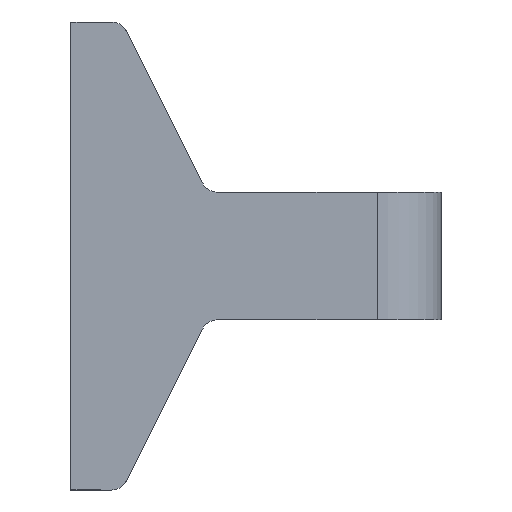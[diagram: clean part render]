
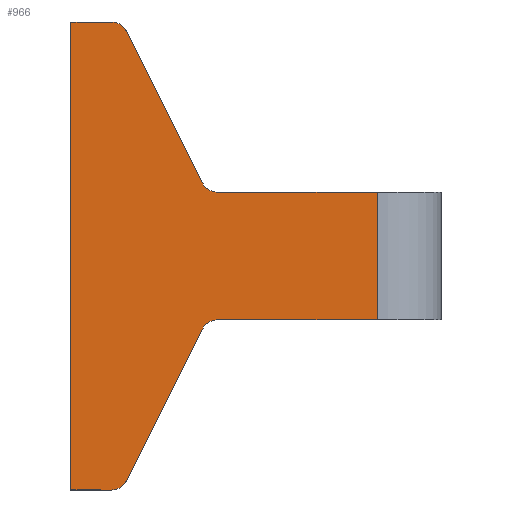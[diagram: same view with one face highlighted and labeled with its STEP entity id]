
A CAD part, front view. The second image highlights one B-rep face of the part: STEP entity #966.
In plain terms, the highlighted planar face has unit normal (0, -1, 0).
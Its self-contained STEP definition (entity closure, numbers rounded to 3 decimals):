
#5 = CIRCLE ( 'NONE', #366, 2. ) ;
#17 = ORIENTED_EDGE ( 'NONE', *, *, #145, .T. ) ;
#51 = DIRECTION ( 'NONE',  ( 0., 0., 1. ) ) ;
#65 = VERTEX_POINT ( 'NONE', #815 ) ;
#78 = CARTESIAN_POINT ( 'NONE',  ( -36., -7.5, 27.5 ) ) ;
#86 = ORIENTED_EDGE ( 'NONE', *, *, #121, .T. ) ;
#88 = ORIENTED_EDGE ( 'NONE', *, *, #586, .T. ) ;
#99 = DIRECTION ( 'NONE',  ( -1., 0., 0. ) ) ;
#107 = DIRECTION ( 'NONE',  ( -1., 0., 0. ) ) ;
#114 = EDGE_LOOP ( 'NONE', ( #1083, #17, #637, #742, #88, #831, #856, #710, #86, #469, #1022, #420 ) ) ;
#119 = AXIS2_PLACEMENT_3D ( 'NONE', #237, #601, #470 ) ;
#121 = EDGE_CURVE ( 'NONE', #811, #349, #1095, .T. ) ;
#137 = LINE ( 'NONE', #78, #636 ) ;
#142 = EDGE_CURVE ( 'NONE', #375, #679, #970, .T. ) ;
#145 = EDGE_CURVE ( 'NONE', #739, #65, #379, .T. ) ;
#152 = EDGE_CURVE ( 'NONE', #1124, #375, #137, .T. ) ;
#155 = EDGE_CURVE ( 'NONE', #317, #65, #270, .T. ) ;
#168 = LINE ( 'NONE', #836, #208 ) ;
#172 = FACE_OUTER_BOUND ( 'NONE', #114, .T. ) ;
#173 = DIRECTION ( 'NONE',  ( 0., -1., 0. ) ) ;
#187 = CARTESIAN_POINT ( 'NONE',  ( -31.236, -7.5, 25.5 ) ) ;
#208 = VECTOR ( 'NONE', #531, 1000. ) ;
#212 = DIRECTION ( 'NONE',  ( 1., 0., 0. ) ) ;
#217 = CARTESIAN_POINT ( 'NONE',  ( 0., -7.5, -7.5 ) ) ;
#220 = AXIS2_PLACEMENT_3D ( 'NONE', #649, #1127, #99 ) ;
#221 = CARTESIAN_POINT ( 'NONE',  ( -20.553, -7.5, -8.606 ) ) ;
#237 = CARTESIAN_POINT ( 'NONE',  ( -30., -7.5, 7.5 ) ) ;
#270 = LINE ( 'NONE', #822, #399 ) ;
#275 = DIRECTION ( 'NONE',  ( 0., 1., 0. ) ) ;
#314 = EDGE_CURVE ( 'NONE', #317, #864, #5, .T. ) ;
#316 = CARTESIAN_POINT ( 'NONE',  ( -36., -7.5, 27.5 ) ) ;
#317 = VERTEX_POINT ( 'NONE', #221 ) ;
#349 = VERTEX_POINT ( 'NONE', #770 ) ;
#352 = DIRECTION ( 'NONE',  ( 1., 0., 0. ) ) ;
#366 = AXIS2_PLACEMENT_3D ( 'NONE', #1104, #275, #464 ) ;
#369 = CIRCLE ( 'NONE', #610, 2. ) ;
#375 = VERTEX_POINT ( 'NONE', #316 ) ;
#379 = CIRCLE ( 'NONE', #1156, 2. ) ;
#399 = VECTOR ( 'NONE', #869, 1000. ) ;
#417 = VECTOR ( 'NONE', #1074, 1000. ) ;
#420 = ORIENTED_EDGE ( 'NONE', *, *, #152, .F. ) ;
#433 = DIRECTION ( 'NONE',  ( -1., 0., 0. ) ) ;
#443 = CARTESIAN_POINT ( 'NONE',  ( 0., -7.5, 7.5 ) ) ;
#464 = DIRECTION ( 'NONE',  ( -1., 0., 0. ) ) ;
#469 = ORIENTED_EDGE ( 'NONE', *, *, #1179, .T. ) ;
#470 = DIRECTION ( 'NONE',  ( -1., 0., 0. ) ) ;
#485 = EDGE_CURVE ( 'NONE', #627, #555, #643, .T. ) ;
#502 = LINE ( 'NONE', #948, #890 ) ;
#531 = DIRECTION ( 'NONE',  ( 0., 0., -1. ) ) ;
#545 = LINE ( 'NONE', #1082, #417 ) ;
#555 = VERTEX_POINT ( 'NONE', #443 ) ;
#586 = EDGE_CURVE ( 'NONE', #864, #802, #545, .T. ) ;
#601 = DIRECTION ( 'NONE',  ( 0., 1., 0. ) ) ;
#610 = AXIS2_PLACEMENT_3D ( 'NONE', #187, #1146, #107 ) ;
#627 = VERTEX_POINT ( 'NONE', #829 ) ;
#636 = VECTOR ( 'NONE', #51, 1000. ) ;
#637 = ORIENTED_EDGE ( 'NONE', *, *, #155, .F. ) ;
#643 = LINE ( 'NONE', #1038, #943 ) ;
#649 = CARTESIAN_POINT ( 'NONE',  ( -18.764, -7.5, 9.5 ) ) ;
#667 = EDGE_CURVE ( 'NONE', #555, #802, #168, .T. ) ;
#679 = VERTEX_POINT ( 'NONE', #926 ) ;
#710 = ORIENTED_EDGE ( 'NONE', *, *, #1134, .T. ) ;
#733 = CIRCLE ( 'NONE', #220, 2. ) ;
#739 = VERTEX_POINT ( 'NONE', #1024 ) ;
#742 = ORIENTED_EDGE ( 'NONE', *, *, #314, .T. ) ;
#759 = CARTESIAN_POINT ( 'NONE',  ( -36., -7.5, -27.5 ) ) ;
#770 = CARTESIAN_POINT ( 'NONE',  ( -29.447, -7.5, 26.394 ) ) ;
#802 = VERTEX_POINT ( 'NONE', #217 ) ;
#805 = CARTESIAN_POINT ( 'NONE',  ( -18.764, -7.5, -7.5 ) ) ;
#811 = VERTEX_POINT ( 'NONE', #954 ) ;
#815 = CARTESIAN_POINT ( 'NONE',  ( -29.447, -7.5, -26.394 ) ) ;
#821 = PLANE ( 'NONE',  #119 ) ;
#822 = CARTESIAN_POINT ( 'NONE',  ( -20., -7.5, -7.5 ) ) ;
#829 = CARTESIAN_POINT ( 'NONE',  ( -18.764, -7.5, 7.5 ) ) ;
#831 = ORIENTED_EDGE ( 'NONE', *, *, #667, .F. ) ;
#836 = CARTESIAN_POINT ( 'NONE',  ( 0., -7.5, 7.5 ) ) ;
#856 = ORIENTED_EDGE ( 'NONE', *, *, #485, .F. ) ;
#864 = VERTEX_POINT ( 'NONE', #805 ) ;
#865 = VECTOR ( 'NONE', #987, 1000. ) ;
#869 = DIRECTION ( 'NONE',  ( -0.447, 0., -0.894 ) ) ;
#875 = CARTESIAN_POINT ( 'NONE',  ( -33., -7.5, 27.5 ) ) ;
#890 = VECTOR ( 'NONE', #1113, 1000. ) ;
#926 = CARTESIAN_POINT ( 'NONE',  ( -31.236, -7.5, 27.5 ) ) ;
#943 = VECTOR ( 'NONE', #212, 1000. ) ;
#948 = CARTESIAN_POINT ( 'NONE',  ( -33., -7.5, -27.5 ) ) ;
#954 = CARTESIAN_POINT ( 'NONE',  ( -20.553, -7.5, 8.606 ) ) ;
#966 = ADVANCED_FACE ( 'NONE', ( #172 ), #821, .F. ) ;
#970 = LINE ( 'NONE', #875, #1005 ) ;
#987 = DIRECTION ( 'NONE',  ( -0.447, 0., 0.894 ) ) ;
#995 = CARTESIAN_POINT ( 'NONE',  ( -20., -7.5, 7.5 ) ) ;
#1005 = VECTOR ( 'NONE', #352, 1000. ) ;
#1022 = ORIENTED_EDGE ( 'NONE', *, *, #142, .F. ) ;
#1024 = CARTESIAN_POINT ( 'NONE',  ( -31.236, -7.5, -27.5 ) ) ;
#1038 = CARTESIAN_POINT ( 'NONE',  ( -30., -7.5, 7.5 ) ) ;
#1074 = DIRECTION ( 'NONE',  ( 1., 0., 0. ) ) ;
#1082 = CARTESIAN_POINT ( 'NONE',  ( -30., -7.5, -7.5 ) ) ;
#1083 = ORIENTED_EDGE ( 'NONE', *, *, #1140, .T. ) ;
#1095 = LINE ( 'NONE', #995, #865 ) ;
#1104 = CARTESIAN_POINT ( 'NONE',  ( -18.764, -7.5, -9.5 ) ) ;
#1113 = DIRECTION ( 'NONE',  ( 1., 0., 0. ) ) ;
#1124 = VERTEX_POINT ( 'NONE', #759 ) ;
#1127 = DIRECTION ( 'NONE',  ( 0., 1., 0. ) ) ;
#1134 = EDGE_CURVE ( 'NONE', #627, #811, #733, .T. ) ;
#1140 = EDGE_CURVE ( 'NONE', #1124, #739, #502, .T. ) ;
#1146 = DIRECTION ( 'NONE',  ( 0., -1., 0. ) ) ;
#1156 = AXIS2_PLACEMENT_3D ( 'NONE', #1171, #173, #433 ) ;
#1171 = CARTESIAN_POINT ( 'NONE',  ( -31.236, -7.5, -25.5 ) ) ;
#1179 = EDGE_CURVE ( 'NONE', #349, #679, #369, .T. ) ;
